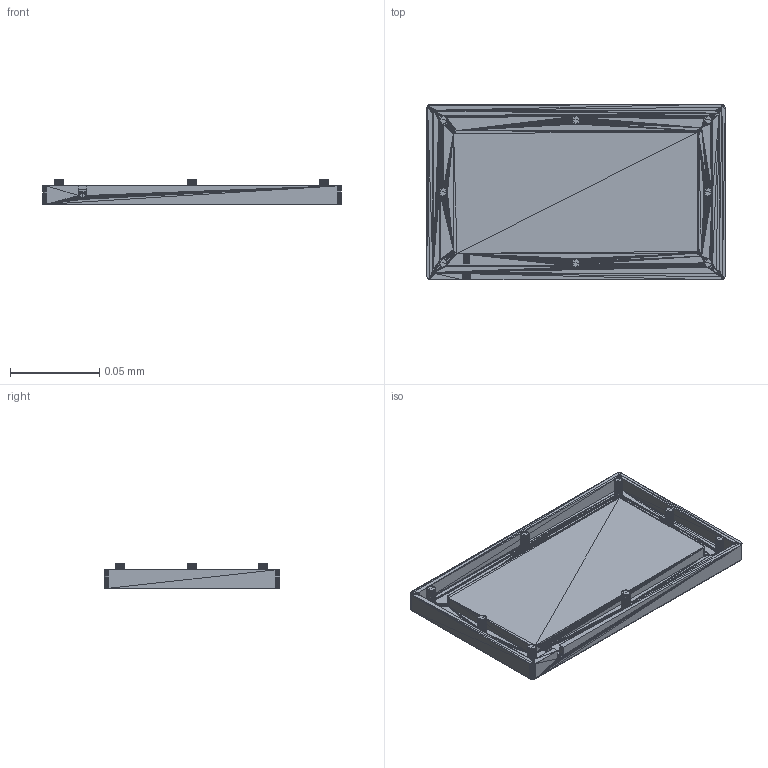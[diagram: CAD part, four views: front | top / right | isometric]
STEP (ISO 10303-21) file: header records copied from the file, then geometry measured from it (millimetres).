
FILE_DESCRIPTION(('FreeCAD Model'),'2;1');
FILE_NAME('Open CASCADE Shape Model','2025-04-26T19:27:36',('FreeCAD'),( 'FreeCAD'),'Open CASCADE STEP processor 7.6','FreeCAD','Unknown');
FILE_SCHEMA(('AUTOMOTIVE_DESIGN { 1 0 10303 214 1 1 1 1 }'));
Products named in the file (1): Open CASCADE STEP translator 7.6 1
Bounding box: 0.17 x 0.1 x 0.01 mm (x, y, z)
Surface area: 0 mm2 (no closed solid volume)
Topology: 0 solids, 3092 shells, 3092 faces, 9270 edges, 9270 vertices
Faces by surface type: bspline 3092
Entity records: 95826 total; most frequent: CARTESIAN_POINT 40179, ORIENTED_EDGE 9270, EDGE_CURVE 9270, VERTEX_POINT 9270, B_SPLINE_CURVE_WITH_KNOTS 9270, SHELL_BASED_SURFACE_MODEL 3092, OPEN_SHELL 3092, ADVANCED_FACE 3092
